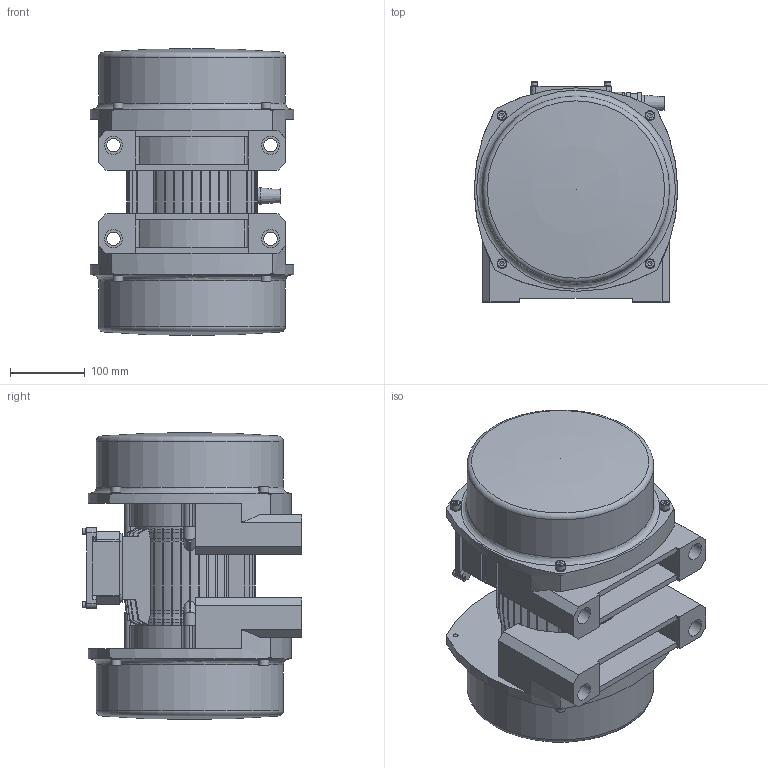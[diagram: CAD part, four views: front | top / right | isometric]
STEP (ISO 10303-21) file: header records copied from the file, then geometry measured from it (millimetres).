
FILE_DESCRIPTION((''),'2;1');
FILE_NAME('A52_L_384.stp','2020-07-22T13:05:41',('Doris'),(''),'Autodesk Inventor 2008','Autodesk Inventor 2008','');
FILE_SCHEMA(('AUTOMOTIVE_DESIGN { 1 0 10303 214 1 1 1 1 }'));
Length unit declared in the file: millimetre
Products named in the file (1): A52_L_384
Bounding box: 272 x 294.1 x 383.6 mm (x, y, z)
Volume: 6910801.5 mm3; surface area: 1461927.4 mm2
Topology: 30 solids, 43 shells, 1778 faces, 4473 edges, 2927 vertices
Faces by surface type: plane 764, cylinder 340, cone 318, bspline 215, torus 119, sphere 22
Full cylindrical faces by diameter (mm): 1 x2, 2.5 x2, 5 x8, 5.3 x4, 6 x8, 6.4 x8, 8 x8, 8.4 x8, 8.5 x8, 8.9 x8, 9 x4, 10 x8, 13 x16, 17.363 x2, 21 x1, 22 x1, 28.5 x1, 29 x1, 29.7 x1, 30.6 x2, 60 x2, 72 x2, 90 x1, 121 x2, 129 x2, 132 x2, 135 x2, 138 x2, 142 x5, 237 x4
Entity records: 55000 total; most frequent: CARTESIAN_POINT 14397, ORIENTED_EDGE 7954, DIRECTION 7731, EDGE_CURVE 3977, AXIS2_PLACEMENT_3D 3091, VERTEX_POINT 2780, EDGE_LOOP 2354, STYLED_ITEM 1808
